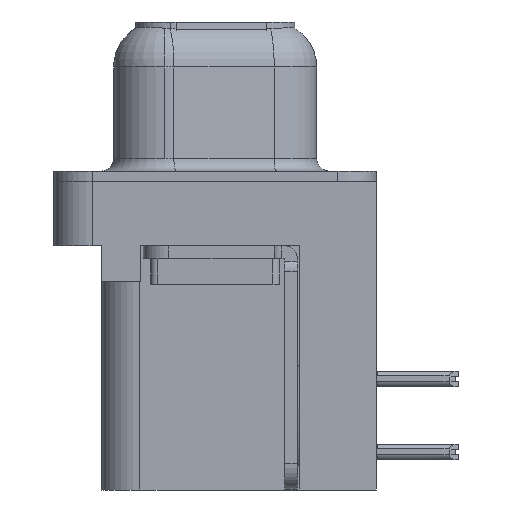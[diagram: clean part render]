
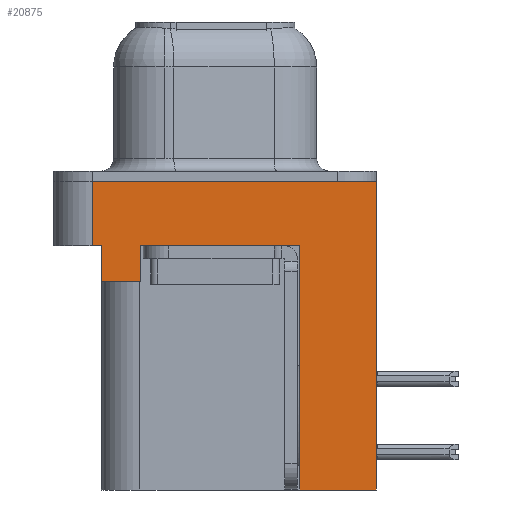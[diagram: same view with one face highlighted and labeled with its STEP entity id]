
A CAD part, left-side view. The second image highlights one B-rep face of the part: STEP entity #20875.
In plain terms, the highlighted planar face has unit normal (-1, 0, 0).
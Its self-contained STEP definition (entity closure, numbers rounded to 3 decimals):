
#371 = LINE ( 'NONE', #14747, #12855 ) ;
#458 = DIRECTION ( 'NONE',  ( 0., -1., 0. ) ) ;
#668 = CARTESIAN_POINT ( 'NONE',  ( -2.91, 4.425, -3.9 ) ) ;
#2175 = VERTEX_POINT ( 'NONE', #12790 ) ;
#3364 = CARTESIAN_POINT ( 'NONE',  ( -2.91, -3.295, -12. ) ) ;
#3485 = EDGE_CURVE ( 'NONE', #3770, #17447, #6020, .T. ) ;
#3770 = VERTEX_POINT ( 'NONE', #7429 ) ;
#4354 = ORIENTED_EDGE ( 'NONE', *, *, #11622, .F. ) ;
#5377 = CARTESIAN_POINT ( 'NONE',  ( -2.91, -6.275, -2.5 ) ) ;
#5699 = ORIENTED_EDGE ( 'NONE', *, *, #12426, .F. ) ;
#5781 = VERTEX_POINT ( 'NONE', #8503 ) ;
#6020 = LINE ( 'NONE', #19404, #23059 ) ;
#6163 = EDGE_LOOP ( 'NONE', ( #12690, #13343, #13931, #4354, #8047, #9705, #21671, #20024, #5699, #16536 ) ) ;
#6638 = LINE ( 'NONE', #11326, #18006 ) ;
#6868 = CARTESIAN_POINT ( 'NONE',  ( -2.91, -6.275, 0. ) ) ;
#6979 = CARTESIAN_POINT ( 'NONE',  ( -2.91, -6.275, -12. ) ) ;
#7081 = DIRECTION ( 'NONE',  ( 0., 0., 1. ) ) ;
#7087 = DIRECTION ( 'NONE',  ( 0., 0., 1. ) ) ;
#7123 = LINE ( 'NONE', #12230, #16242 ) ;
#7124 = LINE ( 'NONE', #12122, #7382 ) ;
#7382 = VECTOR ( 'NONE', #7087, 1000. ) ;
#7429 = CARTESIAN_POINT ( 'NONE',  ( -2.91, 2.895, -3.9 ) ) ;
#7852 = EDGE_CURVE ( 'NONE', #13447, #8661, #22076, .T. ) ;
#8047 = ORIENTED_EDGE ( 'NONE', *, *, #3485, .F. ) ;
#8503 = CARTESIAN_POINT ( 'NONE',  ( -2.91, 4.425, -2.5 ) ) ;
#8661 = VERTEX_POINT ( 'NONE', #14564 ) ;
#9401 = VECTOR ( 'NONE', #458, 1000. ) ;
#9442 = VECTOR ( 'NONE', #10903, 1000. ) ;
#9705 = ORIENTED_EDGE ( 'NONE', *, *, #10458, .T. ) ;
#10458 = EDGE_CURVE ( 'NONE', #3770, #13447, #21378, .T. ) ;
#10903 = DIRECTION ( 'NONE',  ( 0., -1., 0. ) ) ;
#11239 = LINE ( 'NONE', #3364, #12643 ) ;
#11326 = CARTESIAN_POINT ( 'NONE',  ( -2.91, -6.275, -2.5 ) ) ;
#11561 = VERTEX_POINT ( 'NONE', #6979 ) ;
#11622 = EDGE_CURVE ( 'NONE', #17447, #5781, #371, .T. ) ;
#11754 = LINE ( 'NONE', #5377, #9442 ) ;
#12080 = CARTESIAN_POINT ( 'NONE',  ( -2.91, -3.295, -12. ) ) ;
#12122 = CARTESIAN_POINT ( 'NONE',  ( -2.91, 4.775, -2.5 ) ) ;
#12230 = CARTESIAN_POINT ( 'NONE',  ( -2.91, -3.295, -12. ) ) ;
#12326 = VERTEX_POINT ( 'NONE', #12080 ) ;
#12426 = EDGE_CURVE ( 'NONE', #11561, #12326, #7123, .T. ) ;
#12643 = VECTOR ( 'NONE', #20588, 1000. ) ;
#12690 = ORIENTED_EDGE ( 'NONE', *, *, #18109, .F. ) ;
#12790 = CARTESIAN_POINT ( 'NONE',  ( -2.91, 4.775, 0. ) ) ;
#12855 = VECTOR ( 'NONE', #15220, 1000. ) ;
#13133 = DIRECTION ( 'NONE',  ( 0., 0., 1. ) ) ;
#13199 = VERTEX_POINT ( 'NONE', #6868 ) ;
#13343 = ORIENTED_EDGE ( 'NONE', *, *, #18212, .F. ) ;
#13421 = CARTESIAN_POINT ( 'NONE',  ( -2.91, 2.895, -3.9 ) ) ;
#13447 = VERTEX_POINT ( 'NONE', #18435 ) ;
#13931 = ORIENTED_EDGE ( 'NONE', *, *, #21019, .T. ) ;
#14200 = DIRECTION ( 'NONE',  ( 0., 1., 0. ) ) ;
#14564 = CARTESIAN_POINT ( 'NONE',  ( -2.91, -3.295, -2.5 ) ) ;
#14747 = CARTESIAN_POINT ( 'NONE',  ( -2.91, 4.425, -3.9 ) ) ;
#15220 = DIRECTION ( 'NONE',  ( 0., 0., 1. ) ) ;
#15265 = DIRECTION ( 'NONE',  ( 0., 0., 1. ) ) ;
#16242 = VECTOR ( 'NONE', #21622, 1000. ) ;
#16475 = EDGE_CURVE ( 'NONE', #12326, #8661, #11239, .T. ) ;
#16536 = ORIENTED_EDGE ( 'NONE', *, *, #17311, .T. ) ;
#16868 = VECTOR ( 'NONE', #15265, 1000. ) ;
#17033 = CARTESIAN_POINT ( 'NONE',  ( -2.91, 4.775, -2.5 ) ) ;
#17311 = EDGE_CURVE ( 'NONE', #11561, #13199, #6638, .T. ) ;
#17447 = VERTEX_POINT ( 'NONE', #668 ) ;
#18006 = VECTOR ( 'NONE', #13133, 1000. ) ;
#18109 = EDGE_CURVE ( 'NONE', #2175, #13199, #19891, .T. ) ;
#18212 = EDGE_CURVE ( 'NONE', #22741, #2175, #7124, .T. ) ;
#18435 = CARTESIAN_POINT ( 'NONE',  ( -2.91, 2.895, -2.5 ) ) ;
#18963 = VECTOR ( 'NONE', #21513, 1000. ) ;
#19071 = CARTESIAN_POINT ( 'NONE',  ( -2.91, -6.275, 0. ) ) ;
#19296 = AXIS2_PLACEMENT_3D ( 'NONE', #21426, #21346, #7081 ) ;
#19404 = CARTESIAN_POINT ( 'NONE',  ( -2.91, 4.425, -3.9 ) ) ;
#19684 = PLANE ( 'NONE',  #19296 ) ;
#19891 = LINE ( 'NONE', #19071, #9401 ) ;
#20024 = ORIENTED_EDGE ( 'NONE', *, *, #16475, .F. ) ;
#20588 = DIRECTION ( 'NONE',  ( 0., 0., 1. ) ) ;
#20875 = ADVANCED_FACE ( 'NONE', ( #21927 ), #19684, .T. ) ;
#21019 = EDGE_CURVE ( 'NONE', #22741, #5781, #11754, .T. ) ;
#21346 = DIRECTION ( 'NONE',  ( -1., 0., 0. ) ) ;
#21378 = LINE ( 'NONE', #13421, #16868 ) ;
#21426 = CARTESIAN_POINT ( 'NONE',  ( -2.91, -6.275, -2.5 ) ) ;
#21513 = DIRECTION ( 'NONE',  ( 0., -1., 0. ) ) ;
#21586 = CARTESIAN_POINT ( 'NONE',  ( -2.91, -6.275, -2.5 ) ) ;
#21622 = DIRECTION ( 'NONE',  ( 0., 1., 0. ) ) ;
#21671 = ORIENTED_EDGE ( 'NONE', *, *, #7852, .T. ) ;
#21927 = FACE_OUTER_BOUND ( 'NONE', #6163, .T. ) ;
#22076 = LINE ( 'NONE', #21586, #18963 ) ;
#22741 = VERTEX_POINT ( 'NONE', #17033 ) ;
#23059 = VECTOR ( 'NONE', #14200, 1000. ) ;
